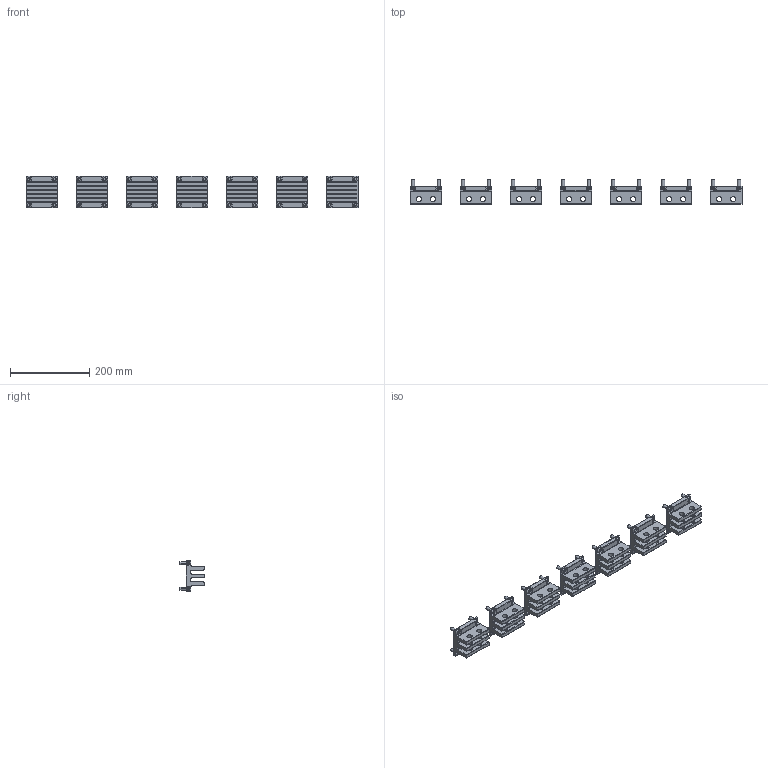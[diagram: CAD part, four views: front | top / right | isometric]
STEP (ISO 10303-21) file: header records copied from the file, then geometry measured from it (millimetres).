
FILE_DESCRIPTION(('CATIA V5 STEP Exchange'),'2;1');
FILE_NAME('1SDH001252R0294_1PA_001_00_E6.2_IV_W_TERMINALS_HR_LOWER_6300A.stp','2014-03-07T08:08:56+00:00',('none'),('none'),'CATIA Version 5 Release 20 SP 1 (IN-10)','CATIA V5 STEP AP214','none');
FILE_SCHEMA(('AUTOMOTIVE_DESIGN { 1 0 10303 214 1 1 1 1 }'));
Length unit declared in the file: millimetre
Products named in the file (1): 1SDH001252R0294_1PA_001_00_E6.2_IV_W_TERMINALS_HR_LOWER_6300A
Bounding box: 836 x 60.5 x 80 mm (x, y, z)
Volume: 1025081.8 mm3; surface area: 269409.9 mm2
Topology: 35 solids, 35 shells, 994 faces, 2492 edges, 1624 vertices
Faces by surface type: plane 490, cylinder 392, revolution 56, torus 56
Entity records: 28645 total; most frequent: CARTESIAN_POINT 5531, ORIENTED_EDGE 4984, DIRECTION 3850, EDGE_CURVE 2492, AXIS2_PLACEMENT_3D 1653, VERTEX_POINT 1624, VECTOR 1442, LINE 1442
